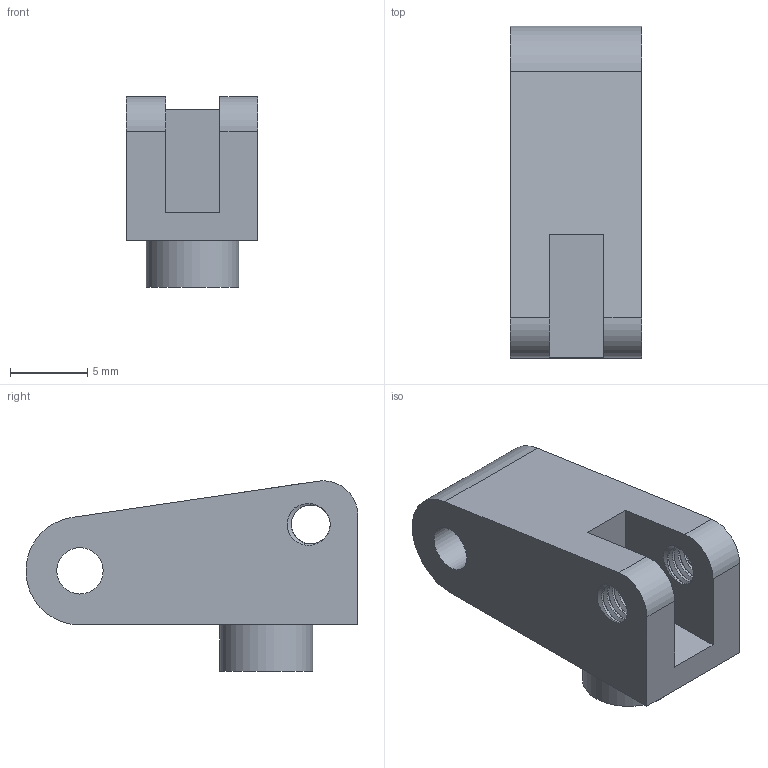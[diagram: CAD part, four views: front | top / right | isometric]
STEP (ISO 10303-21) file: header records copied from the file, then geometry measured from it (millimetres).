
FILE_DESCRIPTION(('FreeCAD Model'),'2;1');
FILE_NAME('Open CASCADE Shape Model','2026-01-25T11:16:07',(''),(''), 'Open CASCADE STEP processor 7.8','FreeCAD','Unknown');
FILE_SCHEMA(('AUTOMOTIVE_DESIGN { 1 0 10303 214 1 1 1 1 }'));
Length unit declared in the file: millimetre
Products named in the file (1): DetendHolder
Bounding box: 8.5 x 21.49 x 12.33 mm (x, y, z)
Volume: 1227.6 mm3; surface area: 1089.2 mm2
Topology: 1 solids, 1 shells, 65 faces, 146 edges, 84 vertices
Faces by surface type: bspline 36, cylinder 19, plane 10
Full cylindrical faces by diameter (mm): 2.52 x10, 3 x1, 6 x1
Entity records: 11521 total; most frequent: CARTESIAN_POINT 8889, DIRECTION 348, ORIENTED_EDGE 292, PCURVE 292, DEFINITIONAL_REPRESENTATION 292, LINE 240, VECTOR 240, B_SPLINE_CURVE_WITH_KNOTS 162
